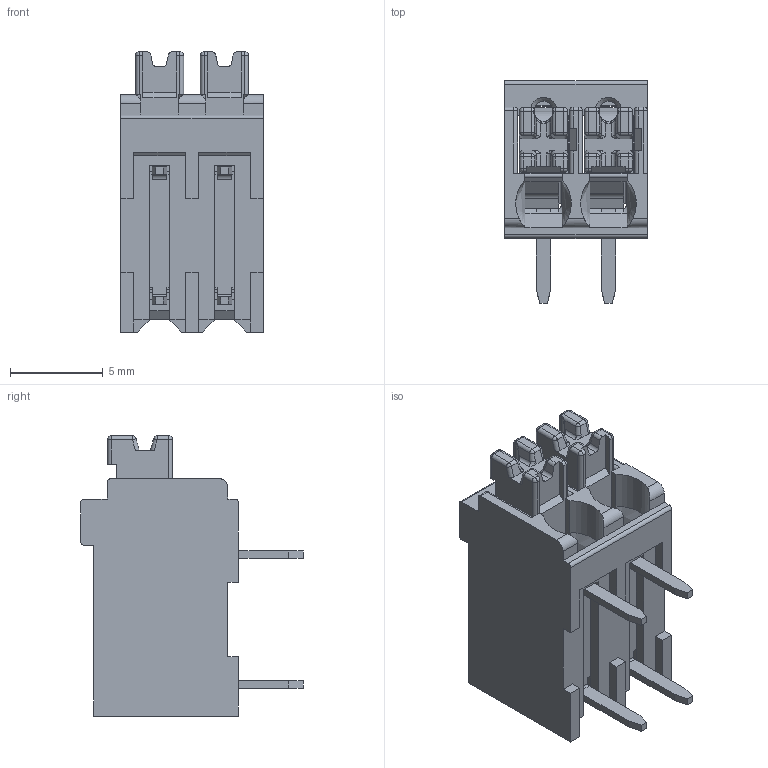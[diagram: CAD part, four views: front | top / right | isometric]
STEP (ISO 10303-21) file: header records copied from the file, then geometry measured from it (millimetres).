
FILE_DESCRIPTION(/* description */ ('Unknown'),/* implementation_level */ '2;1');
FILE_NAME(/* name */ '691410110002',/* time_stamp */ '2021-08-11T16:22:50+02:00',/* author */ ('Unknown'),/* organization */ ('Unknown'),/* preprocessor_version */ 'ST-DEVELOPER v16.7',/* originating_system */ 'Solid Edge',/* authorisation */ 'Unknown');
FILE_SCHEMA (('AUTOMOTIVE_DESIGN {1 0 10303 214 3 1 1}'));
Length unit declared in the file: millimetre
Products named in the file (5): 6914101100xx; 691410100002; 6914101100xx_SolderPin; 6914101000xx_SpringClamp; 6914101000xx_Lever
Assembly tree (7 placements, depth 2):
  6914101100xx
    691410100002
    6914101100xx_SolderPin  x2
    6914101000xx_SpringClamp  x2
    6914101000xx_Lever  x2
Bounding box: 7.7 x 12 x 15.1 mm (x, y, z)
Volume: 422 mm3; surface area: 1566.4 mm2
Topology: 7 solids, 7 shells, 703 faces, 1919 edges, 1191 vertices
Faces by surface type: plane 433, cylinder 197, sphere 33, bspline 28, torus 8, cone 4
Entity records: 14263 total; most frequent: CARTESIAN_POINT 2793, ORIENTED_EDGE 2430, DIRECTION 2294, EDGE_CURVE 1215, LINE 940, VECTOR 940, VERTEX_POINT 769, AXIS2_PLACEMENT_3D 677
